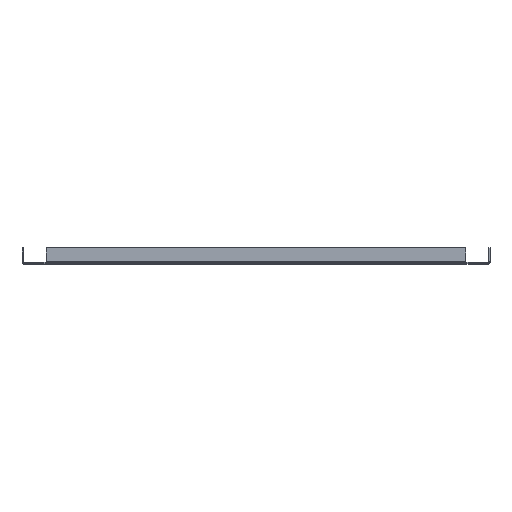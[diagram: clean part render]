
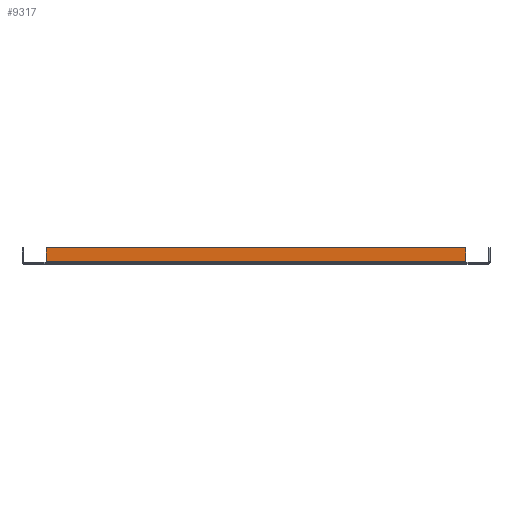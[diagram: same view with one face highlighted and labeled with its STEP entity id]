
A CAD part, top view. The second image highlights one B-rep face of the part: STEP entity #9317.
In plain terms, the highlighted planar face has unit normal (0, 0, 1).
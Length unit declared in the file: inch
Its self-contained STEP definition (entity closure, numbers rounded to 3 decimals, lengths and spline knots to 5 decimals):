
#316 = DIRECTION ( 'NONE',  ( -1., 0., 0. ) ) ;
#1175 = CARTESIAN_POINT ( 'NONE',  ( -11.16392, 0.047, 13. ) ) ;
#1222 = DIRECTION ( 'NONE',  ( 0., 1., 0. ) ) ;
#1223 = CARTESIAN_POINT ( 'NONE',  ( 11.25, 0.75, 13. ) ) ;
#1404 = VERTEX_POINT ( 'NONE', #9937 ) ;
#1406 = CARTESIAN_POINT ( 'NONE',  ( 10.092, 0.086, 13. ) ) ;
#1923 = LINE ( 'NONE', #1223, #2751 ) ;
#2037 = PLANE ( 'NONE',  #2570 ) ;
#2064 = VERTEX_POINT ( 'NONE', #9478 ) ;
#2169 = EDGE_CURVE ( 'NONE', #2064, #6467, #10169, .T. ) ;
#2442 = CARTESIAN_POINT ( 'NONE',  ( -10.092, 0.75, 13. ) ) ;
#2570 = AXIS2_PLACEMENT_3D ( 'NONE', #1175, #4445, #6911 ) ;
#2751 = VECTOR ( 'NONE', #316, 39.37008 ) ;
#2806 = VECTOR ( 'NONE', #8196, 39.37008 ) ;
#2814 = ORIENTED_EDGE ( 'NONE', *, *, #9852, .T. ) ;
#2945 = VECTOR ( 'NONE', #5864, 39.37008 ) ;
#3714 = VECTOR ( 'NONE', #1222, 39.37008 ) ;
#4149 = ORIENTED_EDGE ( 'NONE', *, *, #4528, .F. ) ;
#4445 = DIRECTION ( 'NONE',  ( 0., 0., 1. ) ) ;
#4528 = EDGE_CURVE ( 'NONE', #9819, #2064, #8741, .T. ) ;
#5864 = DIRECTION ( 'NONE',  ( 0., -1., 0. ) ) ;
#6075 = EDGE_LOOP ( 'NONE', ( #9986, #4149, #10033, #2814 ) ) ;
#6467 = VERTEX_POINT ( 'NONE', #2442 ) ;
#6606 = EDGE_CURVE ( 'NONE', #1404, #9819, #6833, .T. ) ;
#6833 = LINE ( 'NONE', #8386, #2945 ) ;
#6911 = DIRECTION ( 'NONE',  ( 0., -1., 0. ) ) ;
#6962 = FACE_OUTER_BOUND ( 'NONE', #6075, .T. ) ;
#7702 = CARTESIAN_POINT ( 'NONE',  ( 10.092, 0.086, 13. ) ) ;
#8196 = DIRECTION ( 'NONE',  ( -1., 0., 0. ) ) ;
#8386 = CARTESIAN_POINT ( 'NONE',  ( 10.092, 0., 13. ) ) ;
#8560 = CARTESIAN_POINT ( 'NONE',  ( -10.092, 0., 13. ) ) ;
#8741 = LINE ( 'NONE', #1406, #2806 ) ;
#9317 = ADVANCED_FACE ( 'NONE', ( #6962 ), #2037, .T. ) ;
#9478 = CARTESIAN_POINT ( 'NONE',  ( -10.092, 0.086, 13. ) ) ;
#9819 = VERTEX_POINT ( 'NONE', #7702 ) ;
#9852 = EDGE_CURVE ( 'NONE', #1404, #6467, #1923, .T. ) ;
#9937 = CARTESIAN_POINT ( 'NONE',  ( 10.092, 0.75, 13. ) ) ;
#9986 = ORIENTED_EDGE ( 'NONE', *, *, #2169, .F. ) ;
#10033 = ORIENTED_EDGE ( 'NONE', *, *, #6606, .F. ) ;
#10169 = LINE ( 'NONE', #8560, #3714 ) ;
